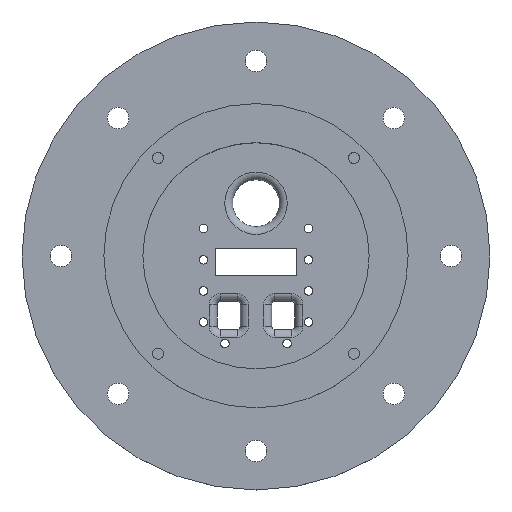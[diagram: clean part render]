
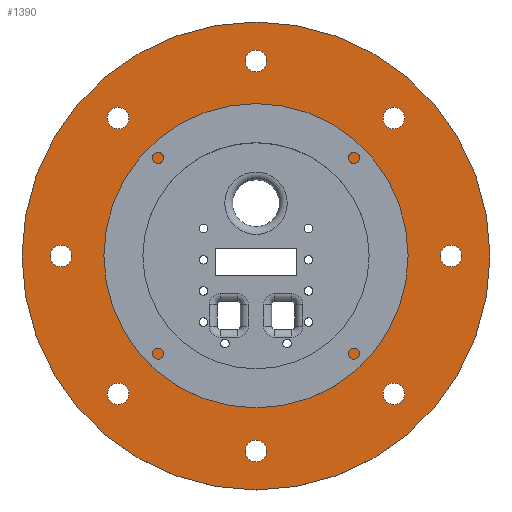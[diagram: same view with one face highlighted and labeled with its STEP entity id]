
A CAD part, top view. The second image highlights one B-rep face of the part: STEP entity #1390.
In plain terms, the highlighted planar face has unit normal (0, 0, 1).
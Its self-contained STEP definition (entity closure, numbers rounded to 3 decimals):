
#253=FACE_BOUND('',#392,.T.);
#254=FACE_BOUND('',#393,.T.);
#255=FACE_BOUND('',#394,.T.);
#256=FACE_BOUND('',#395,.T.);
#257=FACE_BOUND('',#396,.T.);
#258=FACE_BOUND('',#397,.T.);
#259=FACE_BOUND('',#398,.T.);
#260=FACE_BOUND('',#399,.T.);
#261=FACE_BOUND('',#400,.T.);
#312=FACE_OUTER_BOUND('',#391,.T.);
#391=EDGE_LOOP('',(#965));
#392=EDGE_LOOP('',(#966));
#393=EDGE_LOOP('',(#967));
#394=EDGE_LOOP('',(#968));
#395=EDGE_LOOP('',(#969));
#396=EDGE_LOOP('',(#970));
#397=EDGE_LOOP('',(#971));
#398=EDGE_LOOP('',(#972));
#399=EDGE_LOOP('',(#973));
#400=EDGE_LOOP('',(#974));
#529=CIRCLE('',#1493,60.);
#530=CIRCLE('',#1494,2.75);
#531=CIRCLE('',#1495,2.75);
#532=CIRCLE('',#1496,2.75);
#533=CIRCLE('',#1497,2.75);
#534=CIRCLE('',#1498,2.75);
#535=CIRCLE('',#1499,2.75);
#536=CIRCLE('',#1500,2.75);
#537=CIRCLE('',#1501,2.75);
#538=CIRCLE('',#1502,31.5);
#637=VERTEX_POINT('',#2149);
#638=VERTEX_POINT('',#2151);
#639=VERTEX_POINT('',#2153);
#640=VERTEX_POINT('',#2155);
#641=VERTEX_POINT('',#2157);
#642=VERTEX_POINT('',#2159);
#643=VERTEX_POINT('',#2161);
#644=VERTEX_POINT('',#2163);
#645=VERTEX_POINT('',#2165);
#646=VERTEX_POINT('',#2167);
#765=EDGE_CURVE('',#637,#637,#529,.T.);
#766=EDGE_CURVE('',#638,#638,#530,.T.);
#767=EDGE_CURVE('',#639,#639,#531,.T.);
#768=EDGE_CURVE('',#640,#640,#532,.T.);
#769=EDGE_CURVE('',#641,#641,#533,.T.);
#770=EDGE_CURVE('',#642,#642,#534,.T.);
#771=EDGE_CURVE('',#643,#643,#535,.T.);
#772=EDGE_CURVE('',#644,#644,#536,.T.);
#773=EDGE_CURVE('',#645,#645,#537,.T.);
#774=EDGE_CURVE('',#646,#646,#538,.T.);
#965=ORIENTED_EDGE('',*,*,#765,.F.);
#966=ORIENTED_EDGE('',*,*,#766,.F.);
#967=ORIENTED_EDGE('',*,*,#767,.F.);
#968=ORIENTED_EDGE('',*,*,#768,.F.);
#969=ORIENTED_EDGE('',*,*,#769,.F.);
#970=ORIENTED_EDGE('',*,*,#770,.F.);
#971=ORIENTED_EDGE('',*,*,#771,.F.);
#972=ORIENTED_EDGE('',*,*,#772,.F.);
#973=ORIENTED_EDGE('',*,*,#773,.F.);
#974=ORIENTED_EDGE('',*,*,#774,.T.);
#1365=PLANE('',#1492);
#1390=ADVANCED_FACE('',(#312,#253,#254,#255,#256,#257,#258,#259,#260,#261),
#1365,.F.);
#1492=AXIS2_PLACEMENT_3D('',#2148,#1681,#1682);
#1493=AXIS2_PLACEMENT_3D('',#2150,#1683,#1684);
#1494=AXIS2_PLACEMENT_3D('',#2152,#1685,#1686);
#1495=AXIS2_PLACEMENT_3D('',#2154,#1687,#1688);
#1496=AXIS2_PLACEMENT_3D('',#2156,#1689,#1690);
#1497=AXIS2_PLACEMENT_3D('',#2158,#1691,#1692);
#1498=AXIS2_PLACEMENT_3D('',#2160,#1693,#1694);
#1499=AXIS2_PLACEMENT_3D('',#2162,#1695,#1696);
#1500=AXIS2_PLACEMENT_3D('',#2164,#1697,#1698);
#1501=AXIS2_PLACEMENT_3D('',#2166,#1699,#1700);
#1502=AXIS2_PLACEMENT_3D('',#2168,#1701,#1702);
#1681=DIRECTION('center_axis',(0.,0.,-1.));
#1682=DIRECTION('ref_axis',(-1.,0.,0.));
#1683=DIRECTION('center_axis',(0.,0.,-1.));
#1684=DIRECTION('ref_axis',(-1.,0.,0.));
#1685=DIRECTION('center_axis',(0.,0.,1.));
#1686=DIRECTION('ref_axis',(1.,0.,0.));
#1687=DIRECTION('center_axis',(0.,0.,1.));
#1688=DIRECTION('ref_axis',(1.,0.,0.));
#1689=DIRECTION('center_axis',(0.,0.,1.));
#1690=DIRECTION('ref_axis',(1.,0.,0.));
#1691=DIRECTION('center_axis',(0.,0.,1.));
#1692=DIRECTION('ref_axis',(1.,0.,0.));
#1693=DIRECTION('center_axis',(0.,0.,1.));
#1694=DIRECTION('ref_axis',(1.,0.,0.));
#1695=DIRECTION('center_axis',(0.,0.,1.));
#1696=DIRECTION('ref_axis',(1.,0.,0.));
#1697=DIRECTION('center_axis',(0.,0.,1.));
#1698=DIRECTION('ref_axis',(1.,0.,0.));
#1699=DIRECTION('center_axis',(0.,0.,1.));
#1700=DIRECTION('ref_axis',(1.,0.,0.));
#1701=DIRECTION('center_axis',(0.,0.,-1.));
#1702=DIRECTION('ref_axis',(1.,0.,0.));
#2148=CARTESIAN_POINT('Origin',(0.,0.,-38.));
#2149=CARTESIAN_POINT('',(60.,0.,-38.));
#2150=CARTESIAN_POINT('Origin',(0.,0.,-38.));
#2151=CARTESIAN_POINT('',(-52.75,0.,-38.));
#2152=CARTESIAN_POINT('Origin',(-50.,0.,-38.));
#2153=CARTESIAN_POINT('',(-38.106,-35.355,-38.));
#2154=CARTESIAN_POINT('Origin',(-35.356,-35.355,-38.));
#2155=CARTESIAN_POINT('',(-38.106,35.355,-38.));
#2156=CARTESIAN_POINT('Origin',(-35.356,35.355,-38.));
#2157=CARTESIAN_POINT('',(-2.75,-50.,-38.));
#2158=CARTESIAN_POINT('Origin',(0.,-50.,-38.));
#2159=CARTESIAN_POINT('',(-2.75,50.,-38.));
#2160=CARTESIAN_POINT('Origin',(0.,50.,-38.));
#2161=CARTESIAN_POINT('',(47.25,0.,-38.));
#2162=CARTESIAN_POINT('Origin',(50.,0.,-38.));
#2163=CARTESIAN_POINT('',(32.605,35.356,-38.));
#2164=CARTESIAN_POINT('Origin',(35.355,35.356,-38.));
#2165=CARTESIAN_POINT('',(32.607,-35.354,-38.));
#2166=CARTESIAN_POINT('Origin',(35.357,-35.354,-38.));
#2167=CARTESIAN_POINT('',(-31.5,0.,-38.));
#2168=CARTESIAN_POINT('Origin',(0.,0.,-38.));
